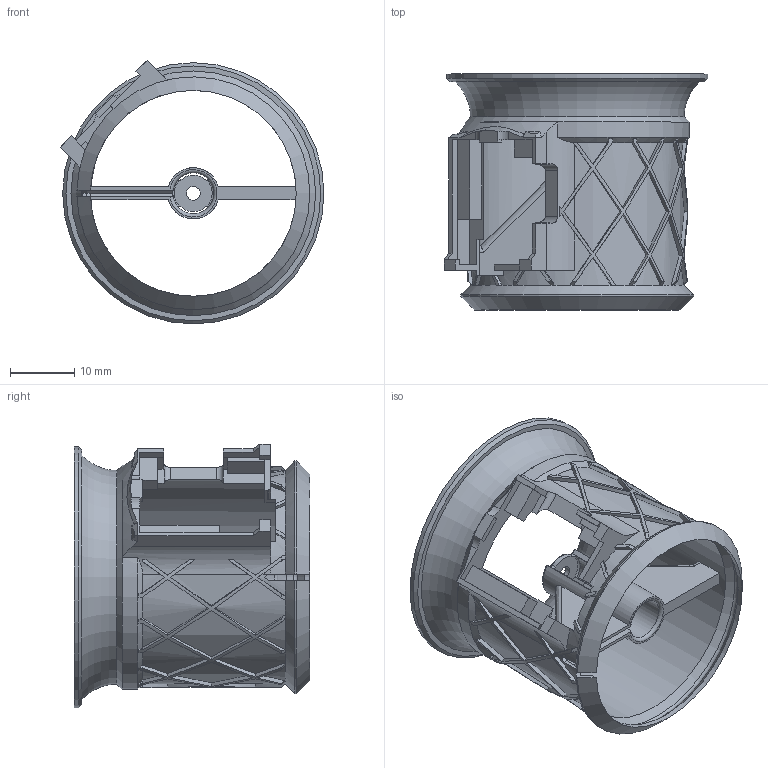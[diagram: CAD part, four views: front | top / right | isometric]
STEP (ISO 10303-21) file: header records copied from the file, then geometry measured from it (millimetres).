
FILE_DESCRIPTION(/* description */ (''),/* implementation_level */ '2;1');
FILE_NAME(/* name */ 'Duct Housing_V3.1.step',/* time_stamp */ '2022-07-20T11:50:38-07:00',/* author */ (''),/* organization */ (''),/* preprocessor_version */ 'ST-DEVELOPER v19',/* originating_system */ 'Autodesk Translation Framework v11.7.0.108',/* authorisation */ '');
FILE_SCHEMA (('AUTOMOTIVE_DESIGN { 1 0 10303 214 3 1 1 }'));
Length unit declared in the file: millimetre
Products named in the file (1): Duct Housing_V3.1
Bounding box: 41.01 x 36.67 x 41.01 mm (x, y, z)
Volume: 3873 mm3; surface area: 10122.9 mm2
Topology: 1 solids, 1 shells, 415 faces, 1141 edges, 730 vertices
Faces by surface type: bspline 163, plane 123, cylinder 85, cone 29, torus 15
Full cylindrical faces by diameter (mm): 2.125 x1, 6.375 x1, 7.975 x1, 32 x1, 34.8 x1, 40.6 x1
Entity records: 16341 total; most frequent: CARTESIAN_POINT 7145, ORIENTED_EDGE 2282, DIRECTION 1345, EDGE_CURVE 1141, VERTEX_POINT 730, B_SPLINE_CURVE_WITH_KNOTS 504, AXIS2_PLACEMENT_3D 482, EDGE_LOOP 429
